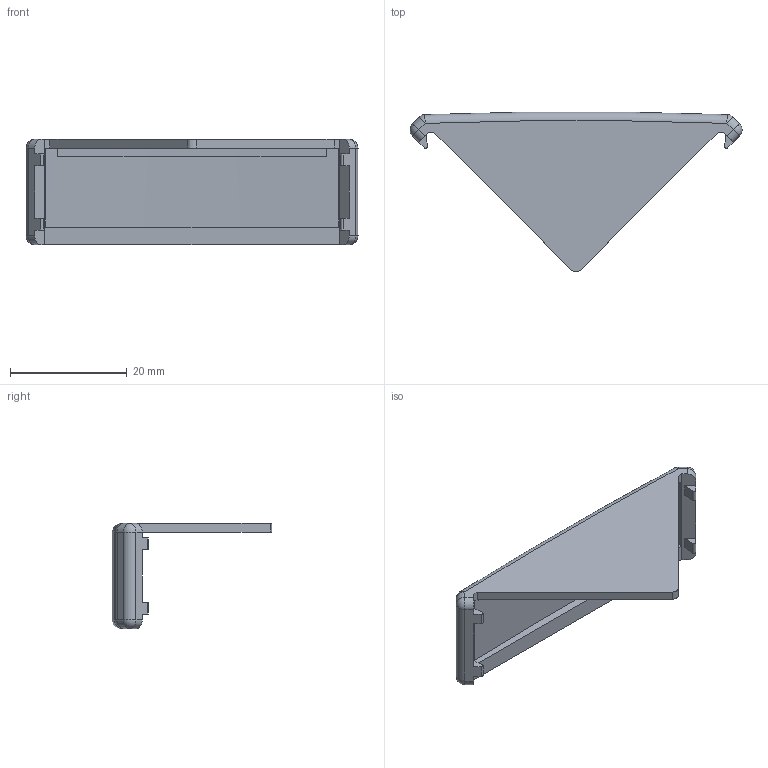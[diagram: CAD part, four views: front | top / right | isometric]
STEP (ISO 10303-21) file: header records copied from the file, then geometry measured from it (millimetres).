
FILE_DESCRIPTION(/* description */ ('STEP AP203'),/* implementation_level */ '2;1');
FILE_NAME(/* name */ '303838Z.stp',/* time_stamp */ '2018-08-11T13:12:08+02:00',/* author */ ('User'),/* organization */ ('Alutec K&K'),/* preprocessor_version */ 'ST-DEVELOPER v16.1',/* originating_system */ 'Autodesk Inventor 2016',/* authorisation */ '');
FILE_SCHEMA (('AUTOMOTIVE_DESIGN { 1 0 10303 214 3 1 1 }'));
Length unit declared in the file: millimetre
Products named in the file (1): 303838Z
Bounding box: 56.78 x 27.32 x 18 mm (x, y, z)
Volume: 3306.2 mm3; surface area: 3905.3 mm2
Topology: 1 solids, 1 shells, 60 faces, 150 edges, 92 vertices
Faces by surface type: plane 30, cylinder 20, sphere 8, torus 2
Entity records: 1794 total; most frequent: DIRECTION 320, CARTESIAN_POINT 303, ORIENTED_EDGE 300, EDGE_CURVE 150, AXIS2_PLACEMENT_3D 109, LINE 102, VECTOR 102, VERTEX_POINT 92
